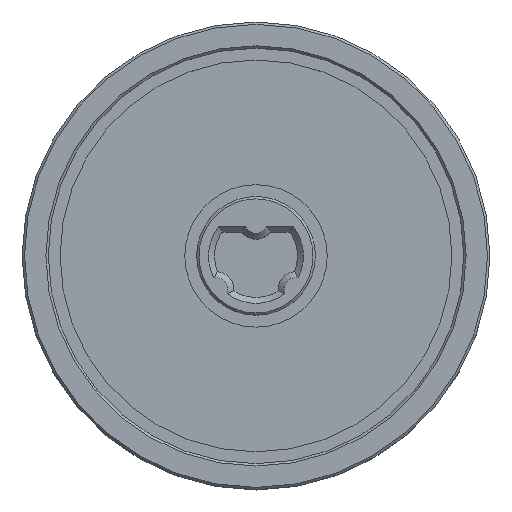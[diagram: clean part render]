
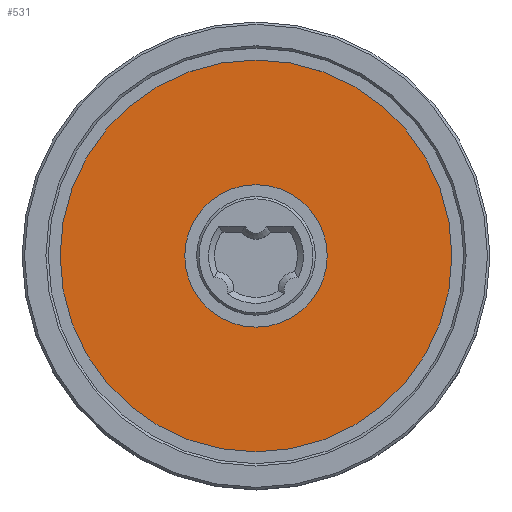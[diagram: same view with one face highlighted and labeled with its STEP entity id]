
A CAD part, top view. The second image highlights one B-rep face of the part: STEP entity #531.
In plain terms, the highlighted planar face has unit normal (0, 0, 1).
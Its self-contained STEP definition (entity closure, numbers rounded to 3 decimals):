
#40=FACE_BOUND('',#128,.T.);
#51=PLANE('',#619);
#87=FACE_OUTER_BOUND('',#127,.T.);
#127=EDGE_LOOP('',(#482));
#128=EDGE_LOOP('',(#483));
#200=CIRCLE('',#573,5.);
#220=CIRCLE('',#618,17.5);
#240=VERTEX_POINT('',#852);
#264=VERTEX_POINT('',#971);
#291=EDGE_CURVE('',#240,#240,#200,.T.);
#337=EDGE_CURVE('',#264,#264,#220,.T.);
#482=ORIENTED_EDGE('',*,*,#337,.F.);
#483=ORIENTED_EDGE('',*,*,#291,.F.);
#531=ADVANCED_FACE('',(#87,#40),#51,.T.);
#573=AXIS2_PLACEMENT_3D('',#854,#685,#686);
#618=AXIS2_PLACEMENT_3D('',#973,#793,#794);
#619=AXIS2_PLACEMENT_3D('',#974,#795,#796);
#685=DIRECTION('center_axis',(0.,0.,1.));
#686=DIRECTION('ref_axis',(-1.,0.,0.));
#793=DIRECTION('center_axis',(0.,0.,-1.));
#794=DIRECTION('ref_axis',(-1.,0.,0.));
#795=DIRECTION('center_axis',(0.,0.,1.));
#796=DIRECTION('ref_axis',(-1.,0.,0.));
#852=CARTESIAN_POINT('',(5.,0.,-10.));
#854=CARTESIAN_POINT('Origin',(0.,0.,-10.));
#971=CARTESIAN_POINT('',(17.5,0.,-10.));
#973=CARTESIAN_POINT('Origin',(0.,0.,
-10.));
#974=CARTESIAN_POINT('Origin',(0.,0.,-10.));
